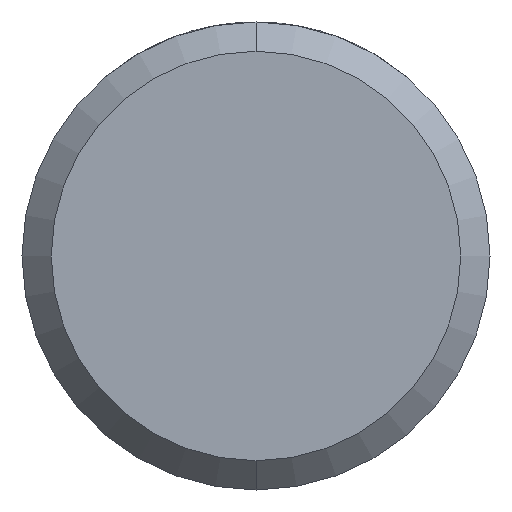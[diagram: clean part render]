
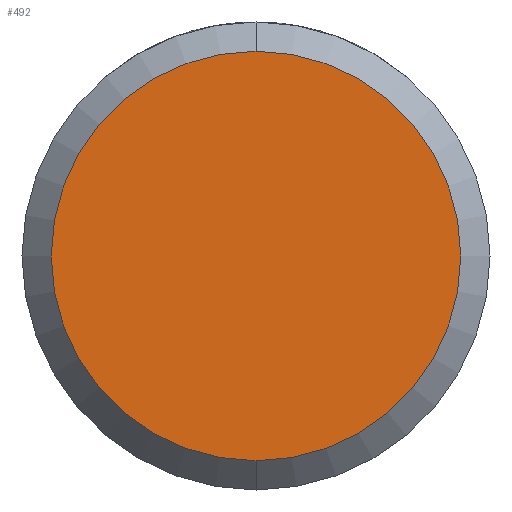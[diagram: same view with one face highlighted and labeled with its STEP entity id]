
A CAD part, front view. The second image highlights one B-rep face of the part: STEP entity #492.
In plain terms, the highlighted planar face has unit normal (0, -1, 0).
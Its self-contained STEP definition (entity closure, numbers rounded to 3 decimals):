
#43 = PLANE ( 'NONE',  #502 ) ;
#177 = ORIENTED_EDGE ( 'NONE', *, *, #487, .T. ) ;
#186 = FACE_OUTER_BOUND ( 'NONE', #336, .T. ) ;
#237 = CARTESIAN_POINT ( 'NONE',  ( 0., 0., 7. ) ) ;
#247 = CARTESIAN_POINT ( 'NONE',  ( 0., 0., 0. ) ) ;
#299 = DIRECTION ( 'NONE',  ( 0., -1., 0. ) ) ;
#323 = AXIS2_PLACEMENT_3D ( 'NONE', #463, #672, #618 ) ;
#335 = VERTEX_POINT ( 'NONE', #237 ) ;
#336 = EDGE_LOOP ( 'NONE', ( #177, #637 ) ) ;
#342 = CARTESIAN_POINT ( 'NONE',  ( 0., 0., -7. ) ) ;
#377 = VERTEX_POINT ( 'NONE', #342 ) ;
#409 = CARTESIAN_POINT ( 'NONE',  ( 0., 0., 0. ) ) ;
#414 = DIRECTION ( 'NONE',  ( 0., 0., 1. ) ) ;
#442 = AXIS2_PLACEMENT_3D ( 'NONE', #247, #299, #503 ) ;
#456 = CIRCLE ( 'NONE', #323, 7. ) ;
#463 = CARTESIAN_POINT ( 'NONE',  ( 0., 0., 0. ) ) ;
#487 = EDGE_CURVE ( 'NONE', #335, #377, #456, .T. ) ;
#492 = ADVANCED_FACE ( 'NONE', ( #186 ), #43, .F. ) ;
#502 = AXIS2_PLACEMENT_3D ( 'NONE', #409, #574, #414 ) ;
#503 = DIRECTION ( 'NONE',  ( 0., 0., -1. ) ) ;
#574 = DIRECTION ( 'NONE',  ( 0., 1., 0. ) ) ;
#608 = EDGE_CURVE ( 'NONE', #377, #335, #630, .T. ) ;
#618 = DIRECTION ( 'NONE',  ( 0., 0., -1. ) ) ;
#630 = CIRCLE ( 'NONE', #442, 7. ) ;
#637 = ORIENTED_EDGE ( 'NONE', *, *, #608, .T. ) ;
#672 = DIRECTION ( 'NONE',  ( 0., -1., 0. ) ) ;
